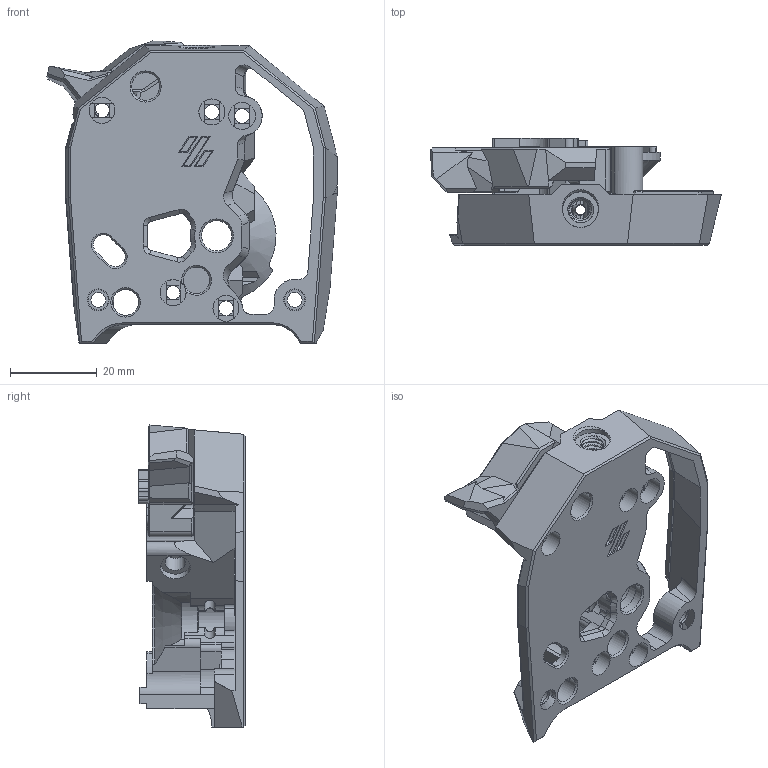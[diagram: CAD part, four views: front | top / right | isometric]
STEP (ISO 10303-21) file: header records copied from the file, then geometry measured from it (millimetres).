
FILE_DESCRIPTION(/* description */ (''),/* implementation_level */ '2;1');
FILE_NAME(/* name */ 'ERCF_Clockwork2.step',/* time_stamp */ '2022-07-30T17:51:00-05:00',/* author */ (''),/* organization */ (''),/* preprocessor_version */ 'ST-DEVELOPER v19',/* originating_system */ 'Autodesk Translation Framework v11.7.0.108',/* authorisation */ '');
FILE_SCHEMA (('AUTOMOTIVE_DESIGN { 1 0 10303 214 3 1 1 }'));
Length unit declared in the file: millimetre
Products named in the file (3): (Unsaved); Latch; main_body_ECRF
Assembly tree (2 placements, depth 2):
  (Unsaved)
    Latch
    main_body_ECRF
Bounding box: 67.17 x 24.7 x 69.82 mm (x, y, z)
Volume: 27228.3 mm3; surface area: 17626.3 mm2
Topology: 2 solids, 2 shells, 717 faces, 1975 edges, 1257 vertices
Faces by surface type: plane 408, cylinder 183, cone 67, bspline 53, torus 5, sphere 1
Full cylindrical faces by diameter (mm): 2.4 x2, 2.8 x2, 3.2 x1, 3.4 x7, 4.2 x2, 4.7 x4, 6 x5, 6.1 x1, 6.147 x2, 6.248 x1, 6.4 x1, 7 x2, 8.2 x1, 8.25 x1
Entity records: 28654 total; most frequent: CARTESIAN_POINT 10455, ORIENTED_EDGE 3946, DIRECTION 3628, EDGE_CURVE 1973, VERTEX_POINT 1257, LINE 1242, VECTOR 1242, AXIS2_PLACEMENT_3D 1193
